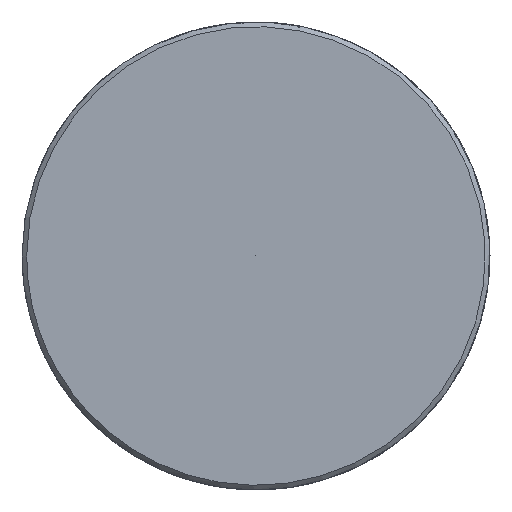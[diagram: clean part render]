
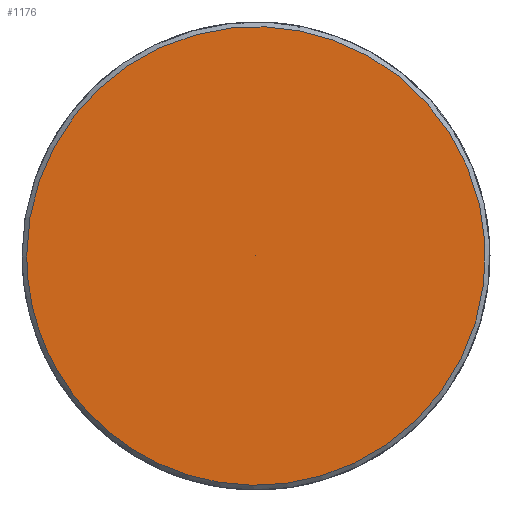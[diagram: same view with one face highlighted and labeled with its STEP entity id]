
A CAD part, left-side view. The second image highlights one B-rep face of the part: STEP entity #1176.
In plain terms, the highlighted free-form (B-spline) face has degree [5, 1] with [6, 2] control points.
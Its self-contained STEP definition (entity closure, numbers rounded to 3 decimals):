
#1104 = CARTESIAN_POINT ('', (-104., 12.25, 0.));
#1105 = VERTEX_POINT ('', #1104);
#1113 = CARTESIAN_POINT ('', (-104., 12.25, 0.));
#1114 = CARTESIAN_POINT ('', (-104., 12.25, 49.));
#1115 = CARTESIAN_POINT ('', (-104., -36.75, 24.5));
#1116 = CARTESIAN_POINT ('', (-104., -36.75, -24.5));
#1117 = CARTESIAN_POINT ('', (-104., 12.25, -49.));
#1118 = CARTESIAN_POINT ('', (-104., 12.25, 0.));
#1119 = (
   BOUNDED_CURVE ()
   B_SPLINE_CURVE (5, (#1113, #1114, #1115, #1116, #1117, #1118), .UNSPECIFIED., .T., .U.)
   B_SPLINE_CURVE_WITH_KNOTS ((6, 6), (0., 1.), .UNSPECIFIED.)
   CURVE ()
   GEOMETRIC_REPRESENTATION_ITEM ()
   RATIONAL_B_SPLINE_CURVE ((5., 1., 1., 1., 1., 5.))
   REPRESENTATION_ITEM ('')
);
#1120 = EDGE_CURVE ('', #1105, #1105, #1119, .T.);
#1152 = CARTESIAN_POINT ('', (-104., 0., 0.));
#1153 = VERTEX_POINT ('', #1152);
#1154 = CARTESIAN_POINT ('', (-104., 0., 0.));
#1155 = CARTESIAN_POINT ('', (-104., 12.25, 0.));
#1156 = B_SPLINE_CURVE_WITH_KNOTS ('', 1, (#1154, #1155), .UNSPECIFIED., .F., .U., (2, 2), (0., 1.), .UNSPECIFIED.);
#1157 = EDGE_CURVE ('', #1153, #1105, #1156, .T.);
#1158 = ORIENTED_EDGE ('', *, *, #1157, .F.);
#1159 = ORIENTED_EDGE ('', *, *, #1157, .T.);
#1160 = ORIENTED_EDGE ('', *, *, #1120, .F.);
#1161 = EDGE_LOOP ('', (#1158, #1159, #1160));
#1162 = FACE_OUTER_BOUND ('', #1161, .T.);
#1163 = CARTESIAN_POINT ('', (-104., 0., 0.));
#1164 = CARTESIAN_POINT ('', (-104., 12.25, 0.));
#1165 = CARTESIAN_POINT ('', (-104., 0., 0.));
#1166 = CARTESIAN_POINT ('', (-104., 12.25, 49.));
#1167 = CARTESIAN_POINT ('', (-104., 0., 0.));
#1168 = CARTESIAN_POINT ('', (-104., -36.75, 24.5));
#1169 = CARTESIAN_POINT ('', (-104., 0., 0.));
#1170 = CARTESIAN_POINT ('', (-104., -36.75, -24.5));
#1171 = CARTESIAN_POINT ('', (-104., 0., 0.));
#1172 = CARTESIAN_POINT ('', (-104., 12.25, -49.));
#1173 = CARTESIAN_POINT ('', (-104., 0., 0.));
#1174 = CARTESIAN_POINT ('', (-104., 12.25, 0.));
#1175 = (
   BOUNDED_SURFACE ()
   B_SPLINE_SURFACE (5, 1, ((#1163, #1164), (#1165, #1166), (#1167, #1168), (#1169, #1170), (#1171, #1172), (#1173, #1174)), .UNSPECIFIED., .T., .F., .U.)
   B_SPLINE_SURFACE_WITH_KNOTS ((6, 6), (2, 2), (0., 1.), (0., 1.), .UNSPECIFIED.)
   SURFACE ()
   GEOMETRIC_REPRESENTATION_ITEM ()
   RATIONAL_B_SPLINE_SURFACE (((5., 5.), (1., 1.), (1., 1.), (1., 1.), (1., 1.), (5., 5.)))
   REPRESENTATION_ITEM ('')
);
#1176 = ADVANCED_FACE ('', (#1162), #1175, .T.);
